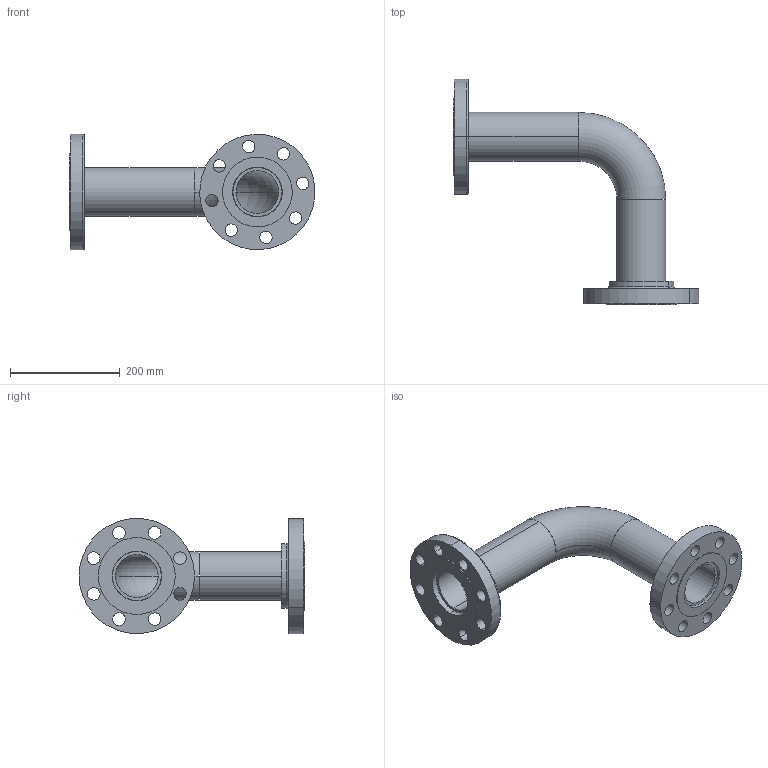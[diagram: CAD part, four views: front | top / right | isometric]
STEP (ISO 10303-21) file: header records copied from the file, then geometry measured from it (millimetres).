
FILE_DESCRIPTION (( 'STEP AP203' ), '1' );
FILE_NAME ('13-2919-8_REV_.step', '2026-01-19T23:18:47', ( '' ), ( '' ), 'SwSTEP 2.0', 'SolidWorks 2025', '' );
FILE_SCHEMA (( 'CONFIG_CONTROL_DESIGN' ));
Length unit declared in the file: millimetre
Products named in the file (5): 13-2919-8_REV_; 13-2919-8-1_Default<As Machined>; OEM-80NB-300-SO-316L_80NB BORE; OEM-80NB-JIS30K-P-316L; OEM-80-LR-40-316L_Default<As Machined>
Assembly tree (4 placements, depth 2):
  13-2919-8_REV_
    13-2919-8-1_Default<As Machined>
    OEM-80-LR-40-316L_Default<As Machined>
    OEM-80NB-300-SO-316L_80NB BORE
    OEM-80NB-JIS30K-P-316L
Bounding box: 447.84 x 411 x 210 mm (x, y, z)
Volume: 2266803.7 mm3; surface area: 505613.2 mm2
Topology: 5 solids, 5 shells, 75 faces, 182 edges, 120 vertices
Faces by surface type: cylinder 54, plane 13, torus 8
Entity records: 2877 total; most frequent: DIRECTION 474, CARTESIAN_POINT 384, ORIENTED_EDGE 364, AXIS2_PLACEMENT_3D 210, EDGE_CURVE 182, CIRCLE 128, EDGE_LOOP 120, VERTEX_POINT 120
